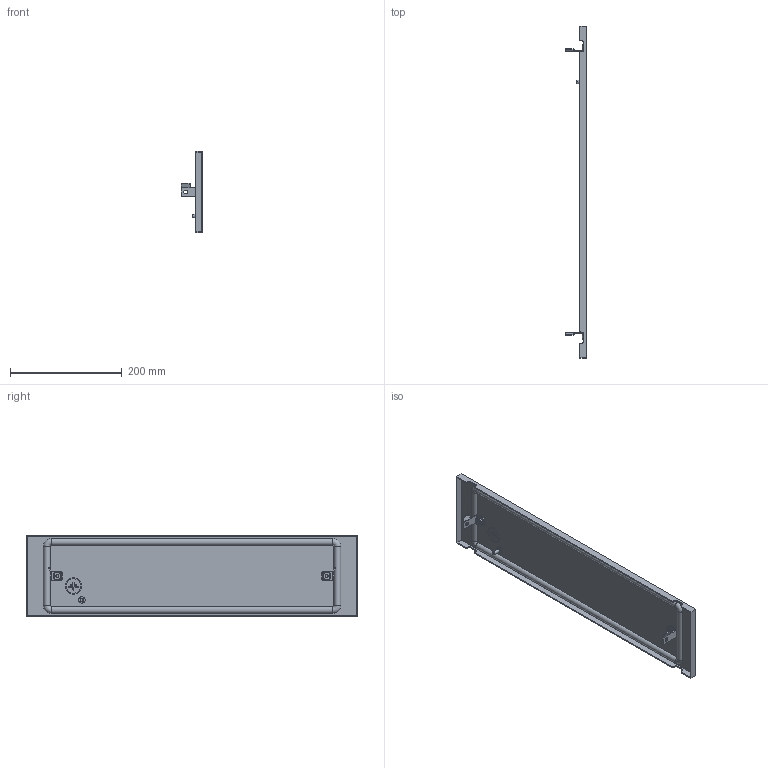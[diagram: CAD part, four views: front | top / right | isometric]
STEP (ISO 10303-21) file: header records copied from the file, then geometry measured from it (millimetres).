
FILE_DESCRIPTION (( 'STEP AP203' ), '1' );
FILE_NAME ('FO-00-PWSB-015-060 FORMAT Ôàëüø-ïàíåëü âíåøíÿÿ ãëóõàÿ 150õ600 IEK.STEP', '2024-07-08T17:19:17', ( '' ), ( '' ), 'SwSTEP 2.0', 'SolidWorks 2022', '' );
FILE_SCHEMA (( 'CONFIG_CONTROL_DESIGN' ));
Length unit declared in the file: millimetre
Products named in the file (1): FO-00-PWSB-015-060 FORMAT Фальш-панель внешняя глухая 150х600 IEK
Bounding box: 38.5 x 595 x 146 mm (x, y, z)
Volume: 281271.5 mm3; surface area: 223272.5 mm2
Topology: 9 solids, 10 shells, 409 faces, 973 edges, 593 vertices
Faces by surface type: plane 235, cylinder 136, cone 26, torus 12
Entity records: 11750 total; most frequent: DIRECTION 2121, CARTESIAN_POINT 1974, ORIENTED_EDGE 1942, EDGE_CURVE 971, AXIS2_PLACEMENT_3D 740, VECTOR 641, LINE 641, VERTEX_POINT 593
